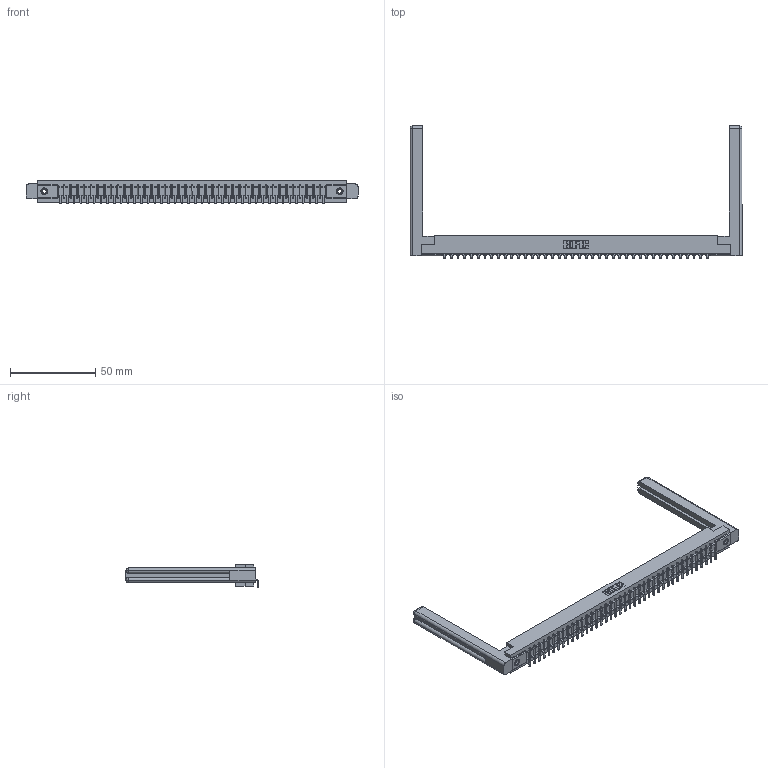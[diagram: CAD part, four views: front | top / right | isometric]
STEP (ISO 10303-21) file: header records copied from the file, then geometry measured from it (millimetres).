
FILE_DESCRIPTION (( 'STEP AP203' ), '1' );
FILE_NAME ('307-040-553-158.STEP', '2019-09-05T10:34:51', ( '' ), ( '' ), 'SwSTEP 2.0', 'SolidWorks 2016', '' );
FILE_SCHEMA (( 'CONFIG_CONTROL_DESIGN' ));
Length unit declared in the file: inch
Products named in the file (5): 307-040-553-158; 307-220-058; 307-290-002_553; 307 Part_.156 Dia Mounting Holes; 345-250-001_345-250-001-102
Assembly tree (45 placements, depth 2):
  307-040-553-158
    307 Part_.156 Dia Mounting Holes
    307-290-002_553  x40
    307-220-058  x2
    345-250-001_345-250-001-102  x2
Bounding box: 195.12 x 77.64 x 13.5 mm (x, y, z)
Volume: 27985.7 mm3; surface area: 31016.7 mm2
Topology: 45 solids, 45 shells, 3421 faces, 10437 edges, 6834 vertices
Faces by surface type: plane 2034, cylinder 1281, sphere 82, torus 12, cone 12
Entity records: 38025 total; most frequent: CARTESIAN_POINT 6423, ORIENTED_EDGE 6352, DIRECTION 6202, EDGE_CURVE 3176, VECTOR 2428, LINE 2428, VERTEX_POINT 2054, AXIS2_PLACEMENT_3D 1887
